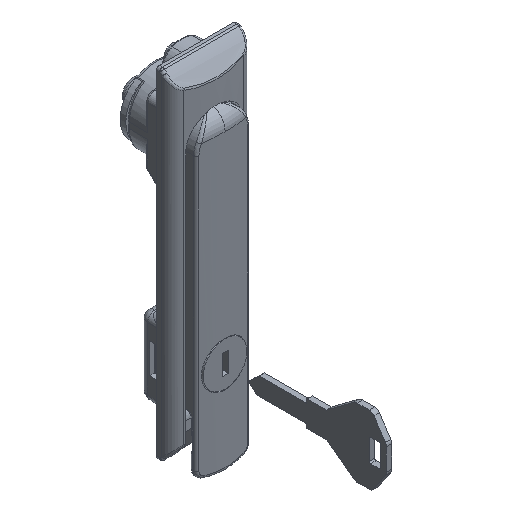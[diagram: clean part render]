
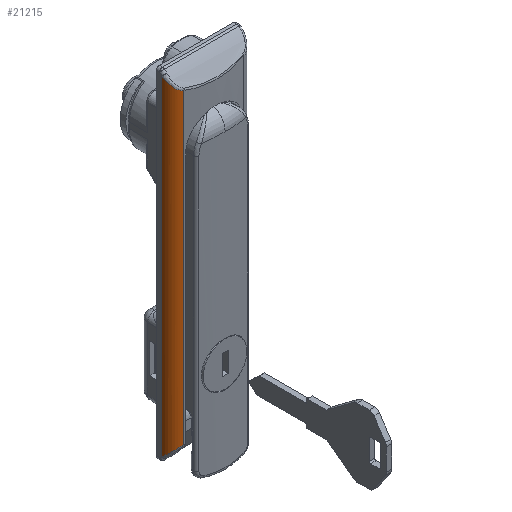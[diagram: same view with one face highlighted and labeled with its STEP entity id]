
A CAD part, isometric view. The second image highlights one B-rep face of the part: STEP entity #21215.
In plain terms, the highlighted cylindrical face has radius 4.25 mm (diameter 8.5 mm), a partial arc.
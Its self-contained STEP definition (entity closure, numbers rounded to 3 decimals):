
#1775 = CARTESIAN_POINT ( 'NONE',  ( -23.575, 10.493, -88.17 ) ) ;
#1790 = DIRECTION ( 'NONE',  ( 0., 0., -1. ) ) ;
#1791 = VECTOR ( 'NONE', #1790, 1000. ) ;
#1792 = CARTESIAN_POINT ( 'NONE',  ( -23.575, 10.493, -965. ) ) ;
#1794 = LINE ( 'NONE', #1792, #1791 ) ;
#1795 = CARTESIAN_POINT ( 'NONE',  ( -23.575, 10.493, 19.17 ) ) ;
#8440 = CYLINDRICAL_SURFACE ( 'NONE', #8527, 4.25 ) ;
#8442 = FACE_OUTER_BOUND ( 'NONE', #21216, .T. ) ;
#8521 = DIRECTION ( 'NONE',  ( 1., 0., 0. ) ) ;
#8522 = DIRECTION ( 'NONE',  ( 0., 0., 1. ) ) ;
#8523 = CARTESIAN_POINT ( 'NONE',  ( -19.391, 9.75, -965. ) ) ;
#8527 = AXIS2_PLACEMENT_3D ( 'NONE', #8523, #8522, #8521 ) ;
#9166 = CARTESIAN_POINT ( 'NONE',  ( -19.391, 14., 23.185 ) ) ;
#9167 = DIRECTION ( 'NONE',  ( 0., 0., 1. ) ) ;
#9168 = VECTOR ( 'NONE', #9167, 1000. ) ;
#9169 = CARTESIAN_POINT ( 'NONE',  ( -19.391, 14., 20.561 ) ) ;
#9170 = LINE ( 'NONE', #9169, #9168 ) ;
#9177 = CARTESIAN_POINT ( 'NONE',  ( -19.391, 14., -92.185 ) ) ;
#10262 = CARTESIAN_POINT ( 'NONE',  ( -20.315, 13.924, 22.416 ) ) ;
#10263 = CARTESIAN_POINT ( 'NONE',  ( -20.97, 13.702, 21.828 ) ) ;
#10264 = CARTESIAN_POINT ( 'NONE',  ( -21.182, 13.611, 21.632 ) ) ;
#10266 = CARTESIAN_POINT ( 'NONE',  ( -21.588, 13.395, 21.249 ) ) ;
#10268 = CARTESIAN_POINT ( 'NONE',  ( -21.783, 13.27, 21.06 ) ) ;
#10269 = CARTESIAN_POINT ( 'NONE',  ( -22.157, 12.985, 20.69 ) ) ;
#10270 = CARTESIAN_POINT ( 'NONE',  ( -22.337, 12.823, 20.508 ) ) ;
#10271 = CARTESIAN_POINT ( 'NONE',  ( -22.674, 12.46, 20.159 ) ) ;
#10272 = CARTESIAN_POINT ( 'NONE',  ( -22.829, 12.262, 19.994 ) ) ;
#10274 = CARTESIAN_POINT ( 'NONE',  ( -23.109, 11.824, 19.692 ) ) ;
#10276 = CARTESIAN_POINT ( 'NONE',  ( -23.236, 11.581, 19.552 ) ) ;
#10278 = CARTESIAN_POINT ( 'NONE',  ( -23.442, 11.064, 19.322 ) ) ;
#10281 = CARTESIAN_POINT ( 'NONE',  ( -23.523, 10.789, 19.23 ) ) ;
#10282 = CARTESIAN_POINT ( 'NONE',  ( -23.575, 10.493, 19.17 ) ) ;
#10287 = CARTESIAN_POINT ( 'NONE',  ( -23.575, 10.493, -88.17 ) ) ;
#10288 = CARTESIAN_POINT ( 'NONE',  ( -23.523, 10.789, -88.23 ) ) ;
#10289 = CARTESIAN_POINT ( 'NONE',  ( -23.442, 11.064, -88.322 ) ) ;
#10290 = CARTESIAN_POINT ( 'NONE',  ( -23.287, 11.454, -88.496 ) ) ;
#10291 = CARTESIAN_POINT ( 'NONE',  ( -23.229, 11.58, -88.56 ) ) ;
#10292 = CARTESIAN_POINT ( 'NONE',  ( -23.105, 11.821, -88.696 ) ) ;
#10293 = CARTESIAN_POINT ( 'NONE',  ( -23.038, 11.935, -88.769 ) ) ;
#10294 = CARTESIAN_POINT ( 'NONE',  ( -22.827, 12.265, -88.997 ) ) ;
#10295 = CARTESIAN_POINT ( 'NONE',  ( -22.669, 12.466, -89.165 ) ) ;
#10296 = CARTESIAN_POINT ( 'NONE',  ( -22.333, 12.827, -89.512 ) ) ;
#10297 = CARTESIAN_POINT ( 'NONE',  ( -22.155, 12.987, -89.693 ) ) ;
#10298 = CARTESIAN_POINT ( 'NONE',  ( -21.78, 13.273, -90.064 ) ) ;
#10300 = CARTESIAN_POINT ( 'NONE',  ( -21.582, 13.399, -90.255 ) ) ;
#10301 = CARTESIAN_POINT ( 'NONE',  ( -21.171, 13.616, -90.643 ) ) ;
#10302 = CARTESIAN_POINT ( 'NONE',  ( -20.96, 13.706, -90.837 ) ) ;
#10304 = CARTESIAN_POINT ( 'NONE',  ( -20.313, 13.924, -91.417 ) ) ;
#10307 = CARTESIAN_POINT ( 'NONE',  ( -19.863, 14., -91.802 ) ) ;
#10310 = CARTESIAN_POINT ( 'NONE',  ( -19.391, 14., -92.185 ) ) ;
#10321 = B_SPLINE_CURVE_WITH_KNOTS ( 'NONE', 3,
 ( #10282, #10281, #10278, #10276, #10274, #10272, #10271, #10270, #10269, #10268, #10266, #10264, #10263, #10262, #10380, #10379 ),
 .UNSPECIFIED., .F., .F.,
 ( 4, 2, 2, 2, 2, 2, 2, 4 ),
 ( 0., 0.001, 0.002, 0.003, 0.004, 0.005, 0.005, 0.007 ),
 .UNSPECIFIED. ) ;
#10324 = B_SPLINE_CURVE_WITH_KNOTS ( 'NONE', 3,
 ( #10310, #10307, #10304, #10302, #10301, #10300, #10298, #10297, #10296, #10295, #10294, #10293, #10292, #10291, #10290, #10289, #10288, #10287 ),
 .UNSPECIFIED., .F., .F.,
 ( 4, 2, 2, 2, 2, 2, 2, 2, 4 ),
 ( 0., 0.002, 0.003, 0.004, 0.004, 0.005, 0.006, 0.006, 0.007 ),
 .UNSPECIFIED. ) ;
#10379 = CARTESIAN_POINT ( 'NONE',  ( -19.391, 14., 23.185 ) ) ;
#10380 = CARTESIAN_POINT ( 'NONE',  ( -19.862, 14., 22.803 ) ) ;
#20352 = VERTEX_POINT ( 'NONE', #9177 ) ;
#20358 = EDGE_CURVE ( 'NONE', #20352, #20359, #9170, .T. ) ;
#20359 = VERTEX_POINT ( 'NONE', #9166 ) ;
#20622 = VERTEX_POINT ( 'NONE', #1795 ) ;
#20624 = EDGE_CURVE ( 'NONE', #20622, #20625, #1794, .T. ) ;
#20625 = VERTEX_POINT ( 'NONE', #1775 ) ;
#21215 = ADVANCED_FACE ( 'NONE', ( #8442 ), #8440, .T. ) ;
#21216 = EDGE_LOOP ( 'NONE', ( #21217, #21268, #21270, #21271 ) ) ;
#21217 = ORIENTED_EDGE ( 'NONE', *, *, #20358, .F. ) ;
#21268 = ORIENTED_EDGE ( 'NONE', *, *, #21269, .T. ) ;
#21269 = EDGE_CURVE ( 'NONE', #20352, #20625, #10324, .T. ) ;
#21270 = ORIENTED_EDGE ( 'NONE', *, *, #20624, .F. ) ;
#21271 = ORIENTED_EDGE ( 'NONE', *, *, #21272, .T. ) ;
#21272 = EDGE_CURVE ( 'NONE', #20622, #20359, #10321, .T. ) ;
